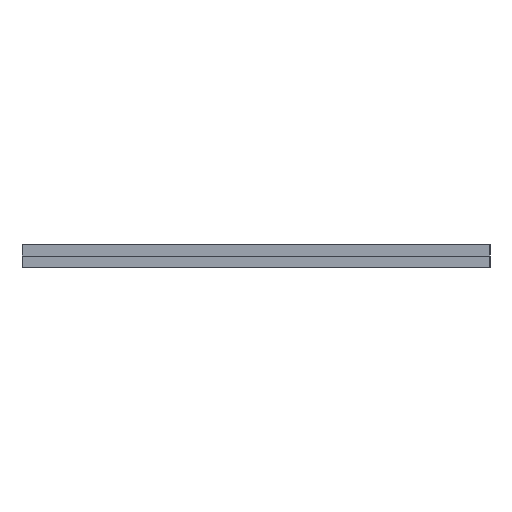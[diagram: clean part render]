
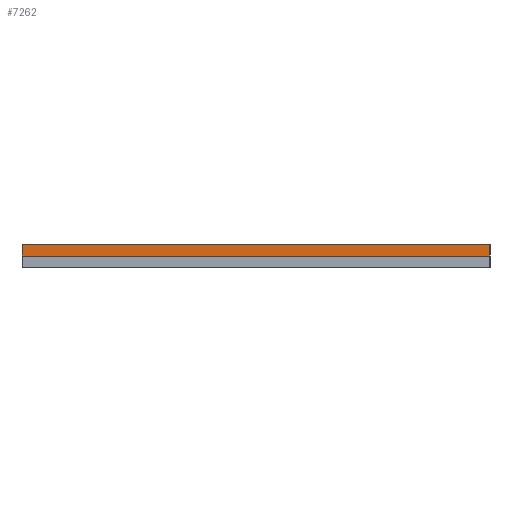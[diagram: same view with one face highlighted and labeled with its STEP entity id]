
A CAD part, left-side view. The second image highlights one B-rep face of the part: STEP entity #7262.
In plain terms, the highlighted planar face has unit normal (-1, 0, 0).
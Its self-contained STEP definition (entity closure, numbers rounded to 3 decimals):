
#467 = VECTOR ( 'NONE', #1958, 1000. ) ;
#643 = CARTESIAN_POINT ( 'NONE',  ( 1977.404, 1736.697, -2. ) ) ;
#842 = VECTOR ( 'NONE', #4413, 1000. ) ;
#879 = VERTEX_POINT ( 'NONE', #6944 ) ;
#946 = DIRECTION ( 'NONE',  ( -1., 0., 0. ) ) ;
#1396 = LINE ( 'NONE', #6985, #467 ) ;
#1729 = EDGE_CURVE ( 'NONE', #2460, #6626, #2261, .T. ) ;
#1958 = DIRECTION ( 'NONE',  ( 0., 1., 0. ) ) ;
#1963 = EDGE_CURVE ( 'NONE', #7464, #6626, #1396, .T. ) ;
#2120 = DIRECTION ( 'NONE',  ( 0., 1., 0. ) ) ;
#2261 = LINE ( 'NONE', #4166, #7998 ) ;
#2460 = VERTEX_POINT ( 'NONE', #2686 ) ;
#2565 = ORIENTED_EDGE ( 'NONE', *, *, #1963, .F. ) ;
#2686 = CARTESIAN_POINT ( 'NONE',  ( 1977.404, 1736.697, 0. ) ) ;
#3002 = CARTESIAN_POINT ( 'NONE',  ( 1977.404, 1654.697, 0. ) ) ;
#3195 = CARTESIAN_POINT ( 'NONE',  ( 1977.404, 1736.697, 0. ) ) ;
#3463 = CARTESIAN_POINT ( 'NONE',  ( 1977.404, 1736.697, 0. ) ) ;
#3613 = LINE ( 'NONE', #3002, #4147 ) ;
#3989 = EDGE_LOOP ( 'NONE', ( #2565, #5813, #5142, #7382 ) ) ;
#4147 = VECTOR ( 'NONE', #4834, 1000. ) ;
#4166 = CARTESIAN_POINT ( 'NONE',  ( 1977.404, 1736.697, 0. ) ) ;
#4332 = AXIS2_PLACEMENT_3D ( 'NONE', #3463, #946, #2120 ) ;
#4413 = DIRECTION ( 'NONE',  ( 0., -1., 0. ) ) ;
#4799 = CARTESIAN_POINT ( 'NONE',  ( 1977.404, 1654.697, -2. ) ) ;
#4834 = DIRECTION ( 'NONE',  ( 0., 0., -1. ) ) ;
#5142 = ORIENTED_EDGE ( 'NONE', *, *, #5302, .F. ) ;
#5248 = PLANE ( 'NONE',  #4332 ) ;
#5302 = EDGE_CURVE ( 'NONE', #2460, #879, #5744, .T. ) ;
#5744 = LINE ( 'NONE', #3195, #842 ) ;
#5813 = ORIENTED_EDGE ( 'NONE', *, *, #6073, .F. ) ;
#5889 = FACE_OUTER_BOUND ( 'NONE', #3989, .T. ) ;
#6073 = EDGE_CURVE ( 'NONE', #879, #7464, #3613, .T. ) ;
#6502 = DIRECTION ( 'NONE',  ( 0., 0., -1. ) ) ;
#6626 = VERTEX_POINT ( 'NONE', #643 ) ;
#6944 = CARTESIAN_POINT ( 'NONE',  ( 1977.404, 1654.697, 0. ) ) ;
#6985 = CARTESIAN_POINT ( 'NONE',  ( 1977.404, 1736.697, -2. ) ) ;
#7262 = ADVANCED_FACE ( 'NONE', ( #5889 ), #5248, .T. ) ;
#7382 = ORIENTED_EDGE ( 'NONE', *, *, #1729, .T. ) ;
#7464 = VERTEX_POINT ( 'NONE', #4799 ) ;
#7998 = VECTOR ( 'NONE', #6502, 1000. ) ;
